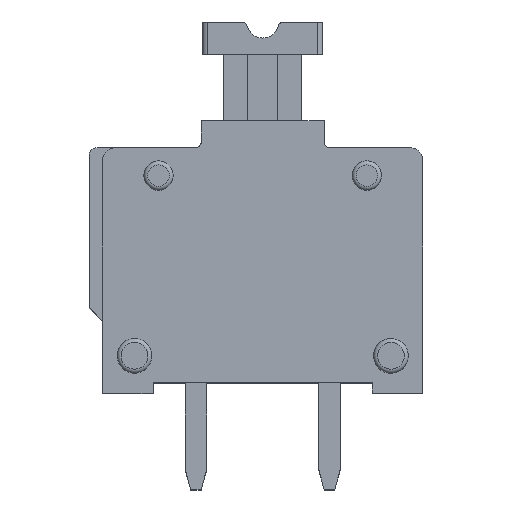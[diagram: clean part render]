
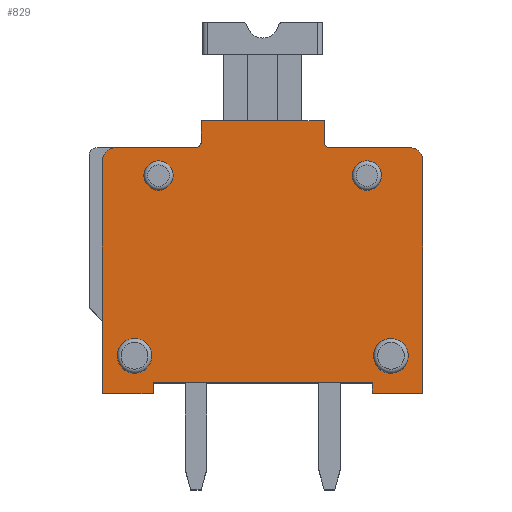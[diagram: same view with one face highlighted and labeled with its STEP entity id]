
A CAD part, top view. The second image highlights one B-rep face of the part: STEP entity #829.
In plain terms, the highlighted planar face has unit normal (0, 0, 1).
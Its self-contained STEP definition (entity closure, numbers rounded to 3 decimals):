
#829 = ADVANCED_FACE( '', ( #2035, #2036, #2037, #2038, #2039 ), #2040, .T. );
#2035 = FACE_OUTER_BOUND( '', #3667, .T. );
#2036 = FACE_BOUND( '', #3668, .T. );
#2037 = FACE_BOUND( '', #3669, .T. );
#2038 = FACE_BOUND( '', #3670, .T. );
#2039 = FACE_BOUND( '', #3671, .T. );
#2040 = PLANE( '', #3672 );
#3667 = EDGE_LOOP( '', ( #5946, #5947, #5948, #5949, #5950, #5951, #5952, #5953, #5954, #5955, #5956, #5957, #5958, #5959, #5960, #5961 ) );
#3668 = EDGE_LOOP( '', ( #5962 ) );
#3669 = EDGE_LOOP( '', ( #5963 ) );
#3670 = EDGE_LOOP( '', ( #5964 ) );
#3671 = EDGE_LOOP( '', ( #5965 ) );
#3672 = AXIS2_PLACEMENT_3D( '', #5966, #5967, #5968 );
#5946 = ORIENTED_EDGE( '', *, *, #10450, .T. );
#5947 = ORIENTED_EDGE( '', *, *, #10451, .T. );
#5948 = ORIENTED_EDGE( '', *, *, #10452, .F. );
#5949 = ORIENTED_EDGE( '', *, *, #10453, .F. );
#5950 = ORIENTED_EDGE( '', *, *, #10454, .F. );
#5951 = ORIENTED_EDGE( '', *, *, #10455, .T. );
#5952 = ORIENTED_EDGE( '', *, *, #10456, .F. );
#5953 = ORIENTED_EDGE( '', *, *, #10457, .F. );
#5954 = ORIENTED_EDGE( '', *, *, #10458, .T. );
#5955 = ORIENTED_EDGE( '', *, *, #10459, .T. );
#5956 = ORIENTED_EDGE( '', *, *, #10460, .T. );
#5957 = ORIENTED_EDGE( '', *, *, #10137, .T. );
#5958 = ORIENTED_EDGE( '', *, *, #10461, .T. );
#5959 = ORIENTED_EDGE( '', *, *, #9872, .F. );
#5960 = ORIENTED_EDGE( '', *, *, #10462, .T. );
#5961 = ORIENTED_EDGE( '', *, *, #10463, .F. );
#5962 = ORIENTED_EDGE( '', *, *, #10464, .F. );
#5963 = ORIENTED_EDGE( '', *, *, #10465, .F. );
#5964 = ORIENTED_EDGE( '', *, *, #10466, .F. );
#5965 = ORIENTED_EDGE( '', *, *, #10467, .F. );
#5966 = CARTESIAN_POINT( '', ( 5.954, 7.756, 3.54 ) );
#5967 = DIRECTION( '', ( 0., 0., 1. ) );
#5968 = DIRECTION( '', ( 1., 0., 0. ) );
#9872 = EDGE_CURVE( '', #11824, #11825, #11826, .T. );
#10137 = EDGE_CURVE( '', #12295, #12293, #12296, .T. );
#10450 = EDGE_CURVE( '', #12827, #12828, #12829, .T. );
#10451 = EDGE_CURVE( '', #12828, #12830, #12831, .T. );
#10452 = EDGE_CURVE( '', #12832, #12830, #12833, .T. );
#10453 = EDGE_CURVE( '', #12834, #12832, #12835, .T. );
#10454 = EDGE_CURVE( '', #12836, #12834, #12837, .T. );
#10455 = EDGE_CURVE( '', #12836, #12838, #12839, .T. );
#10456 = EDGE_CURVE( '', #12840, #12838, #12841, .T. );
#10457 = EDGE_CURVE( '', #12842, #12840, #12843, .T. );
#10458 = EDGE_CURVE( '', #12842, #12844, #12845, .T. );
#10459 = EDGE_CURVE( '', #12844, #12846, #12847, .T. );
#10460 = EDGE_CURVE( '', #12846, #12295, #12848, .T. );
#10461 = EDGE_CURVE( '', #12293, #11825, #12849, .T. );
#10462 = EDGE_CURVE( '', #11824, #12850, #12851, .T. );
#10463 = EDGE_CURVE( '', #12827, #12850, #12852, .T. );
#10464 = EDGE_CURVE( '', #12853, #12853, #12854, .T. );
#10465 = EDGE_CURVE( '', #12855, #12855, #12856, .T. );
#10466 = EDGE_CURVE( '', #12857, #12857, #12858, .T. );
#10467 = EDGE_CURVE( '', #12859, #12859, #12860, .T. );
#11824 = VERTEX_POINT( '', #14708 );
#11825 = VERTEX_POINT( '', #14709 );
#11826 = CIRCLE( '', #14710, 0.2 );
#12293 = VERTEX_POINT( '', #15392 );
#12295 = VERTEX_POINT( '', #15395 );
#12296 = LINE( '', #15396, #15397 );
#12827 = VERTEX_POINT( '', #16153 );
#12828 = VERTEX_POINT( '', #16154 );
#12829 = LINE( '', #16155, #16156 );
#12830 = VERTEX_POINT( '', #16157 );
#12831 = LINE( '', #16158, #16159 );
#12832 = VERTEX_POINT( '', #16160 );
#12833 = LINE( '', #16161, #16162 );
#12834 = VERTEX_POINT( '', #16163 );
#12835 = LINE( '', #16164, #16165 );
#12836 = VERTEX_POINT( '', #16166 );
#12837 = LINE( '', #16167, #16168 );
#12838 = VERTEX_POINT( '', #16169 );
#12839 = LINE( '', #16170, #16171 );
#12840 = VERTEX_POINT( '', #16172 );
#12841 = LINE( '', #16173, #16174 );
#12842 = VERTEX_POINT( '', #16175 );
#12843 = CIRCLE( '', #16176, 0.5 );
#12844 = VERTEX_POINT( '', #16177 );
#12845 = LINE( '', #16178, #16179 );
#12846 = VERTEX_POINT( '', #16180 );
#12847 = CIRCLE( '', #16181, 0.2 );
#12848 = LINE( '', #16182, #16183 );
#12849 = LINE( '', #16184, #16185 );
#12850 = VERTEX_POINT( '', #16186 );
#12851 = LINE( '', #16187, #16188 );
#12852 = CIRCLE( '', #16189, 0.5 );
#12853 = VERTEX_POINT( '', #16190 );
#12854 = CIRCLE( '', #16191, 0.65 );
#12855 = VERTEX_POINT( '', #16192 );
#12856 = CIRCLE( '', #16193, 0.55 );
#12857 = VERTEX_POINT( '', #16194 );
#12858 = CIRCLE( '', #16195, 0.65 );
#12859 = VERTEX_POINT( '', #16196 );
#12860 = CIRCLE( '', #16197, 0.55 );
#14708 = CARTESIAN_POINT( '', ( 3.5, 9.2, 3.54 ) );
#14709 = CARTESIAN_POINT( '', ( 3.7, 9.4, 3.54 ) );
#14710 = AXIS2_PLACEMENT_3D( '', #18891, #18892, #18893 );
#15392 = CARTESIAN_POINT( '', ( 3.7, 10.2, 3.54 ) );
#15395 = CARTESIAN_POINT( '', ( 8.3, 10.2, 3.54 ) );
#15396 = CARTESIAN_POINT( '', ( 7.771, 10.2, 3.54 ) );
#15397 = VECTOR( '', #19149, 1000. );
#16153 = CARTESIAN_POINT( '', ( 0., 8.7, 3.54 ) );
#16154 = CARTESIAN_POINT( '', ( 0., 0., 3.54 ) );
#16155 = CARTESIAN_POINT( '', ( 0., 7.285, 3.54 ) );
#16156 = VECTOR( '', #19465, 1000. );
#16157 = CARTESIAN_POINT( '', ( 1.9, 0., 3.54 ) );
#16158 = CARTESIAN_POINT( '', ( 7.771, 0., 3.54 ) );
#16159 = VECTOR( '', #19466, 1000. );
#16160 = CARTESIAN_POINT( '', ( 1.9, 0.4, 3.54 ) );
#16161 = CARTESIAN_POINT( '', ( 1.9, 7.285, 3.54 ) );
#16162 = VECTOR( '', #19467, 1000. );
#16163 = CARTESIAN_POINT( '', ( 10.1, 0.4, 3.54 ) );
#16164 = CARTESIAN_POINT( '', ( 7.771, 0.4, 3.54 ) );
#16165 = VECTOR( '', #19468, 1000. );
#16166 = CARTESIAN_POINT( '', ( 10.1, 0., 3.54 ) );
#16167 = CARTESIAN_POINT( '', ( 10.1, 7.285, 3.54 ) );
#16168 = VECTOR( '', #19469, 1000. );
#16169 = CARTESIAN_POINT( '', ( 12., 0., 3.54 ) );
#16170 = CARTESIAN_POINT( '', ( 7.771, 0., 3.54 ) );
#16171 = VECTOR( '', #19470, 1000. );
#16172 = CARTESIAN_POINT( '', ( 12., 8.7, 3.54 ) );
#16173 = CARTESIAN_POINT( '', ( 12., 7.285, 3.54 ) );
#16174 = VECTOR( '', #19471, 1000. );
#16175 = CARTESIAN_POINT( '', ( 11.5, 9.2, 3.54 ) );
#16176 = AXIS2_PLACEMENT_3D( '', #19472, #19473, #19474 );
#16177 = CARTESIAN_POINT( '', ( 8.5, 9.2, 3.54 ) );
#16178 = CARTESIAN_POINT( '', ( 7.771, 9.2, 3.54 ) );
#16179 = VECTOR( '', #19475, 1000. );
#16180 = CARTESIAN_POINT( '', ( 8.3, 9.4, 3.54 ) );
#16181 = AXIS2_PLACEMENT_3D( '', #19476, #19477, #19478 );
#16182 = CARTESIAN_POINT( '', ( 8.3, 7.285, 3.54 ) );
#16183 = VECTOR( '', #19479, 1000. );
#16184 = CARTESIAN_POINT( '', ( 3.7, 7.285, 3.54 ) );
#16185 = VECTOR( '', #19480, 1000. );
#16186 = CARTESIAN_POINT( '', ( 0.5, 9.2, 3.54 ) );
#16187 = CARTESIAN_POINT( '', ( 7.771, 9.2, 3.54 ) );
#16188 = VECTOR( '', #19481, 1000. );
#16189 = AXIS2_PLACEMENT_3D( '', #19482, #19483, #19484 );
#16190 = CARTESIAN_POINT( '', ( 11.45, 1.4, 3.54 ) );
#16191 = AXIS2_PLACEMENT_3D( '', #19485, #19486, #19487 );
#16192 = CARTESIAN_POINT( '', ( 10.45, 8.15, 3.54 ) );
#16193 = AXIS2_PLACEMENT_3D( '', #19488, #19489, #19490 );
#16194 = CARTESIAN_POINT( '', ( 1.85, 1.4, 3.54 ) );
#16195 = AXIS2_PLACEMENT_3D( '', #19491, #19492, #19493 );
#16196 = CARTESIAN_POINT( '', ( 2.65, 8.15, 3.54 ) );
#16197 = AXIS2_PLACEMENT_3D( '', #19494, #19495, #19496 );
#18891 = CARTESIAN_POINT( '', ( 3.5, 9.4, 3.54 ) );
#18892 = DIRECTION( '', ( 0., 0., 1. ) );
#18893 = DIRECTION( '', ( 1., 0., 0. ) );
#19149 = DIRECTION( '', ( -1., 0., 0. ) );
#19465 = DIRECTION( '', ( 0., -1., 0. ) );
#19466 = DIRECTION( '', ( 1., 0., 0. ) );
#19467 = DIRECTION( '', ( 0., -1., 0. ) );
#19468 = DIRECTION( '', ( -1., 0., 0. ) );
#19469 = DIRECTION( '', ( 0., 1., 0. ) );
#19470 = DIRECTION( '', ( 1., 0., 0. ) );
#19471 = DIRECTION( '', ( 0., -1., 0. ) );
#19472 = CARTESIAN_POINT( '', ( 11.5, 8.7, 3.54 ) );
#19473 = DIRECTION( '', ( 0., 0., -1. ) );
#19474 = DIRECTION( '', ( -1., 0., 0. ) );
#19475 = DIRECTION( '', ( -1., 0., 0. ) );
#19476 = CARTESIAN_POINT( '', ( 8.5, 9.4, 3.54 ) );
#19477 = DIRECTION( '', ( 0., 0., -1. ) );
#19478 = DIRECTION( '', ( -1., 0., 0. ) );
#19479 = DIRECTION( '', ( 0., 1., 0. ) );
#19480 = DIRECTION( '', ( 0., -1., 0. ) );
#19481 = DIRECTION( '', ( -1., 0., 0. ) );
#19482 = CARTESIAN_POINT( '', ( 0.5, 8.7, 3.54 ) );
#19483 = DIRECTION( '', ( 0., 0., -1. ) );
#19484 = DIRECTION( '', ( -1., 0., 0. ) );
#19485 = CARTESIAN_POINT( '', ( 10.8, 1.4, 3.54 ) );
#19486 = DIRECTION( '', ( 0., 0., 1. ) );
#19487 = DIRECTION( '', ( 1., 0., 0. ) );
#19488 = CARTESIAN_POINT( '', ( 9.9, 8.15, 3.54 ) );
#19489 = DIRECTION( '', ( 0., 0., 1. ) );
#19490 = DIRECTION( '', ( 1., 0., 0. ) );
#19491 = CARTESIAN_POINT( '', ( 1.2, 1.4, 3.54 ) );
#19492 = DIRECTION( '', ( 0., 0., 1. ) );
#19493 = DIRECTION( '', ( 1., 0., 0. ) );
#19494 = CARTESIAN_POINT( '', ( 2.1, 8.15, 3.54 ) );
#19495 = DIRECTION( '', ( 0., 0., 1. ) );
#19496 = DIRECTION( '', ( 1., 0., 0. ) );
